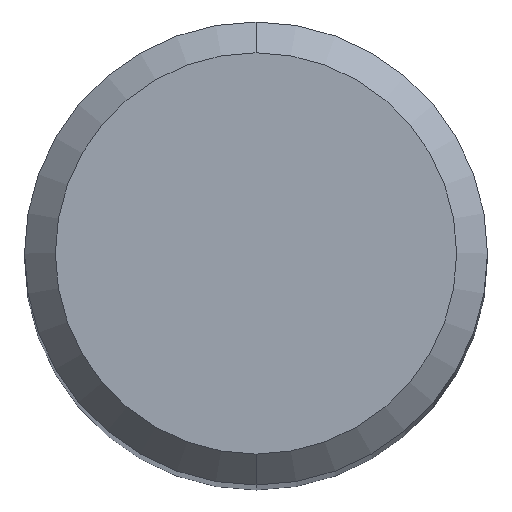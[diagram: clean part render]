
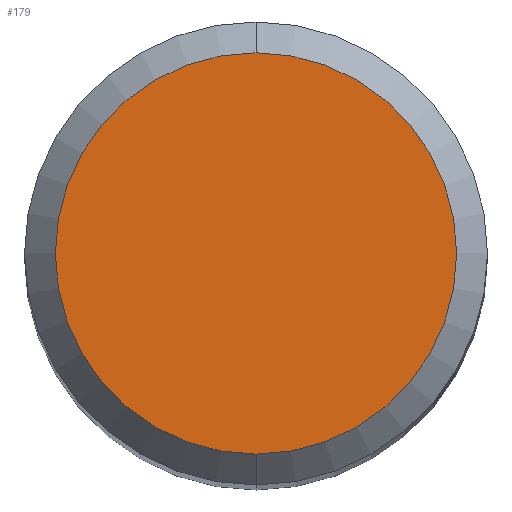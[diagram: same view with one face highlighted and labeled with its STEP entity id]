
A CAD part, top view. The second image highlights one B-rep face of the part: STEP entity #179.
In plain terms, the highlighted planar face has unit normal (0, 0, 1).
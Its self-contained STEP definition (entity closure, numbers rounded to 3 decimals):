
#179=ADVANCED_FACE('',(#486),#487,.T.);
#371=EDGE_CURVE('',#439,#393,#698,.T.);
#393=VERTEX_POINT('',#721);
#409=EDGE_CURVE('',#393,#439,#739,.T.);
#439=VERTEX_POINT('',#772);
#486=FACE_OUTER_BOUND('',#817,.T.);
#487=PLANE('',#818);
#698=CIRCLE('',#1250,2.6);
#721=CARTESIAN_POINT('',(0.0,2.6,0.0));
#739=CIRCLE('',#1338,2.6);
#772=CARTESIAN_POINT('',(0.,-2.6,0.0));
#817=EDGE_LOOP('',(#1447,#1448));
#818=AXIS2_PLACEMENT_3D('',#1449,#1450,#1451);
#1250=AXIS2_PLACEMENT_3D('',#1677,#1678,#1679);
#1338=AXIS2_PLACEMENT_3D('',#1722,#1723,#1724);
#1447=ORIENTED_EDGE('',*,*,#409,.F.);
#1448=ORIENTED_EDGE('',*,*,#371,.F.);
#1449=CARTESIAN_POINT('',(0.0,1.3,0.0));
#1450=DIRECTION('',(-0.0,0.0,1.0));
#1451=DIRECTION('',(0.0,-1.0,0.0));
#1677=CARTESIAN_POINT('',(0.0,0.0,0.0));
#1678=DIRECTION('',(0.0,0.0,-1.0));
#1679=DIRECTION('',(0.0,1.0,0.0));
#1722=CARTESIAN_POINT('',(0.0,0.0,0.0));
#1723=DIRECTION('',(0.0,0.0,-1.0));
#1724=DIRECTION('',(0.0,1.0,0.0));
